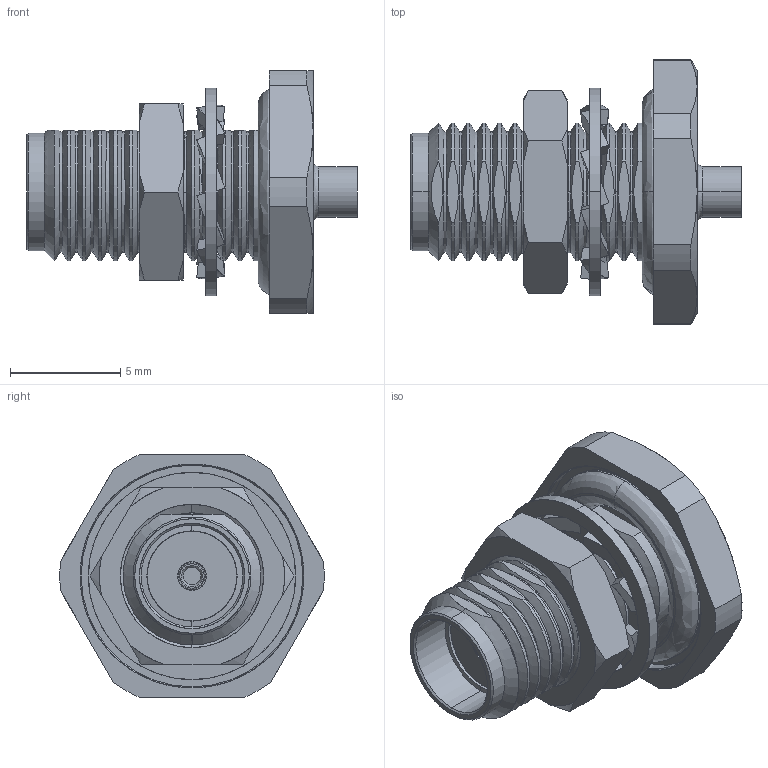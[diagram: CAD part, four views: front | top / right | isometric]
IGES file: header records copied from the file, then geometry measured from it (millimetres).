
Start section: SolidWorks IGES file using analytic representation for surfaces
Global section: file name: R125.328.117.IGS; native system: SolidWorks 2025; preprocessor: SolidWorks 2025; author: KY_B; date: 260113.144347; units: millimetre
Bounding box: 15 x 11.99 x 11 mm (x, y, z)
Surface area: 903.2 mm2 (no closed solid volume)
Topology: 0 solids, 0 shells, 333 faces, 2995 edges, 2995 vertices
Faces by surface type: revolution 219, bspline 114
